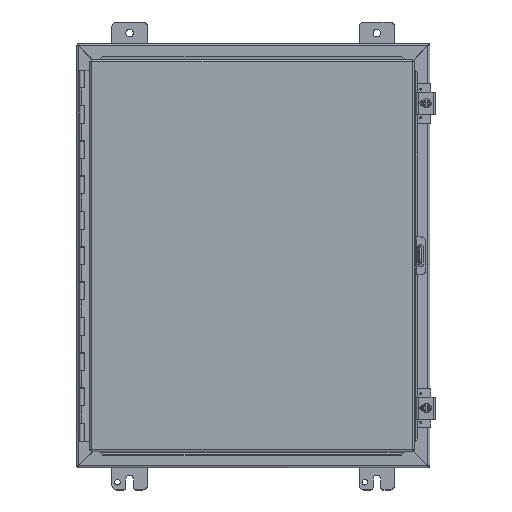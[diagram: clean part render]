
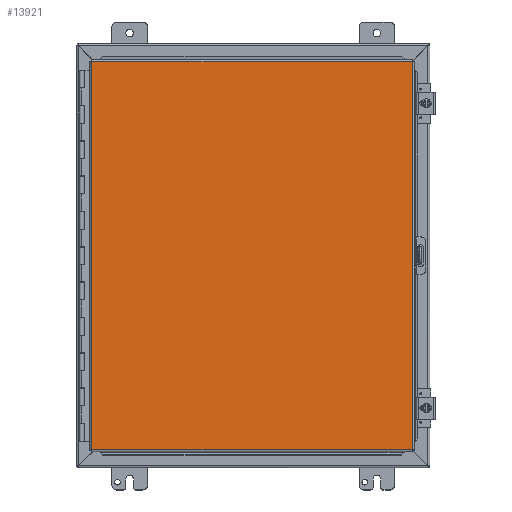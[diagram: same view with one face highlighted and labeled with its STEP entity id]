
A CAD part, top view. The second image highlights one B-rep face of the part: STEP entity #13921.
In plain terms, the highlighted face is planar.
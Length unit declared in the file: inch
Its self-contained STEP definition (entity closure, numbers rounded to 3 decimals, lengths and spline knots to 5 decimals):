
#13078=CARTESIAN_POINT('',(-9.08225,-10.9885,0.));
#13079=VERTEX_POINT('',#13078);
#13090=CARTESIAN_POINT('',(9.08225,-10.9885,0.));
#13091=VERTEX_POINT('',#13090);
#13092=CARTESIAN_POINT('',(9.08225,-10.9885,0.0));
#13093=DIRECTION('',(-1.0,0.0,0.0));
#13094=VECTOR('',#13093,18.1645);
#13095=LINE('',#13092,#13094);
#13096=EDGE_CURVE('',#13091,#13079,#13095,.T.);
#13212=CARTESIAN_POINT('',(-9.08225,10.9885,0.));
#13213=VERTEX_POINT('',#13212);
#13311=CARTESIAN_POINT('',(9.08225,10.9885,0.));
#13312=VERTEX_POINT('',#13311);
#13323=CARTESIAN_POINT('',(-9.08225,10.9885,0.0));
#13324=DIRECTION('',(1.0,0.0,0.0));
#13325=VECTOR('',#13324,18.1645);
#13326=LINE('',#13323,#13325);
#13327=EDGE_CURVE('',#13213,#13312,#13326,.T.);
#13632=CARTESIAN_POINT('',(-9.08225,-10.9885,0.0));
#13633=DIRECTION('',(0.0,1.0,0.0));
#13634=VECTOR('',#13633,21.977);
#13635=LINE('',#13632,#13634);
#13636=EDGE_CURVE('',#13079,#13213,#13635,.T.);
#13726=CARTESIAN_POINT('',(9.08225,10.9885,0.0));
#13727=DIRECTION('',(0.0,-1.0,0.0));
#13728=VECTOR('',#13727,21.977);
#13729=LINE('',#13726,#13728);
#13730=EDGE_CURVE('',#13312,#13091,#13729,.T.);
#13910=CARTESIAN_POINT('',(0.,0.,0.0));
#13911=DIRECTION('',(0.0,0.0,1.0));
#13912=DIRECTION('',(1.0,0.0,0.0));
#13913=AXIS2_PLACEMENT_3D('',#13910,#13911,#13912);
#13914=PLANE('',#13913);
#13915=ORIENTED_EDGE('',*,*,#13636,.T.);
#13916=ORIENTED_EDGE('',*,*,#13327,.T.);
#13917=ORIENTED_EDGE('',*,*,#13730,.T.);
#13918=ORIENTED_EDGE('',*,*,#13096,.T.);
#13919=EDGE_LOOP('',(#13915,#13916,#13917,#13918));
#13920=FACE_OUTER_BOUND('',#13919,.T.);
#13921=ADVANCED_FACE('',(#13920),#13914,.F.);
